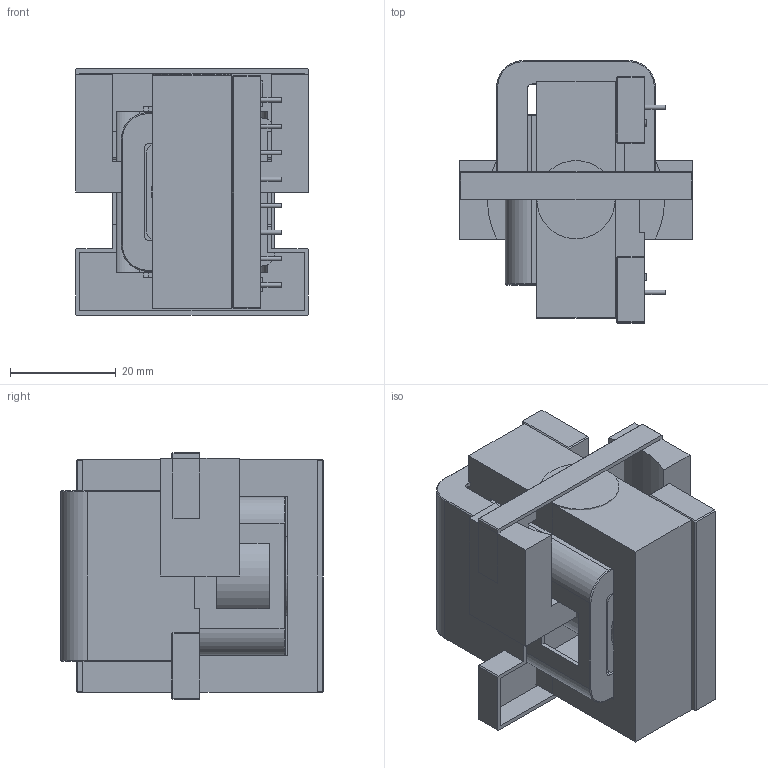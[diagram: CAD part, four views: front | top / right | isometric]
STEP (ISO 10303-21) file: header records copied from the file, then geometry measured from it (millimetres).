
FILE_DESCRIPTION( ( 'Unknown' ), '1' );
FILE_NAME( 'UtLLCR_ETD44.stp', 'Unknown', ( 'Unknown' ), ( 'Unknown' ), 'PSStep 14.0', 'Unknown', ' ' );
FILE_SCHEMA( ( 'AUTOMOTIVE_DESIGN { 1 0 10303 214 1 1 1 1 }' ) );
Length unit declared in the file: millimetre
Products named in the file (4): Assem1; Bobbin_ETD44; Cover_ETD44; Cores_ETD44
Bounding box: 44 x 49.6 x 46.6 mm (x, y, z)
Volume: 46257.2 mm3; surface area: 48496.4 mm2
Topology: 7 solids, 7 shells, 1020 faces, 2730 edges, 1791 vertices
Faces by surface type: plane 757, cylinder 223, torus 32, cone 8
Full cylindrical faces by diameter (mm): 0.8 x84, 14.8 x3, 15.3 x2, 17 x4
Entity records: 19303 total; most frequent: CARTESIAN_POINT 2758, ORIENTED_EDGE 2540, DIRECTION 2511, EDGE_CURVE 1270, LINE 1035, VECTOR 1035, VERTEX_POINT 867, AXIS2_PLACEMENT_3D 738
